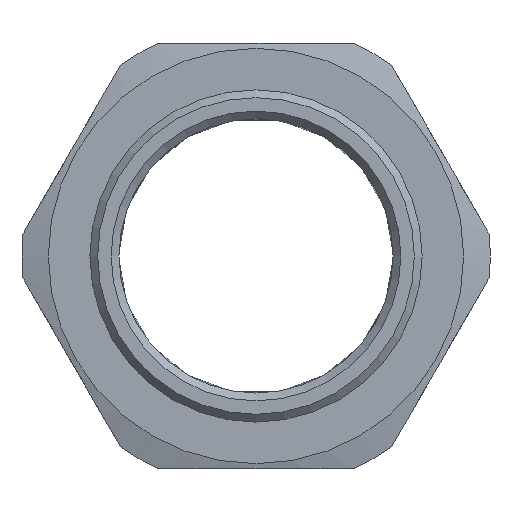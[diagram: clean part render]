
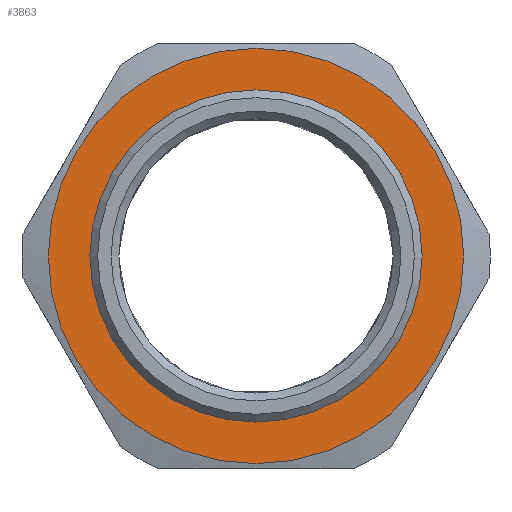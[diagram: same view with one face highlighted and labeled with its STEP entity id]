
A CAD part, left-side view. The second image highlights one B-rep face of the part: STEP entity #3863.
In plain terms, the highlighted planar face has unit normal (-1, 0, 0).
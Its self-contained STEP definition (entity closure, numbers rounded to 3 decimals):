
#166 = ORIENTED_EDGE ( 'NONE', *, *, #514, .T. ) ;
#172 = ORIENTED_EDGE ( 'NONE', *, *, #427, .F. ) ;
#427 = EDGE_CURVE ( 'NONE', #1843, #1843, #1931, .T. ) ;
#450 = DIRECTION ( 'NONE',  ( 0., 0., -1. ) ) ;
#514 = EDGE_CURVE ( 'NONE', #861, #861, #982, .T. ) ;
#861 = VERTEX_POINT ( 'NONE', #3524 ) ;
#982 = CIRCLE ( 'NONE', #3358, 16. ) ;
#1345 = CARTESIAN_POINT ( 'NONE',  ( 15.3, 0., -20. ) ) ;
#1463 = DIRECTION ( 'NONE',  ( 0., 0., -1. ) ) ;
#1563 = CARTESIAN_POINT ( 'NONE',  ( 15.3, 0., 0. ) ) ;
#1599 = DIRECTION ( 'NONE',  ( 1., 0., 0. ) ) ;
#1664 = EDGE_LOOP ( 'NONE', ( #172 ) ) ;
#1843 = VERTEX_POINT ( 'NONE', #1345 ) ;
#1931 = CIRCLE ( 'NONE', #3875, 20. ) ;
#2007 = CARTESIAN_POINT ( 'NONE',  ( 15.3, 0., 0. ) ) ;
#2228 = CARTESIAN_POINT ( 'NONE',  ( 15.3, 16., 0. ) ) ;
#2461 = DIRECTION ( 'NONE',  ( 1., 0., 0. ) ) ;
#2509 = PLANE ( 'NONE',  #3802 ) ;
#2600 = FACE_BOUND ( 'NONE', #3152, .T. ) ;
#3078 = DIRECTION ( 'NONE',  ( 1., 0., 0. ) ) ;
#3152 = EDGE_LOOP ( 'NONE', ( #166 ) ) ;
#3358 = AXIS2_PLACEMENT_3D ( 'NONE', #2007, #2461, #3661 ) ;
#3461 = FACE_OUTER_BOUND ( 'NONE', #1664, .T. ) ;
#3524 = CARTESIAN_POINT ( 'NONE',  ( 15.3, 0., -16. ) ) ;
#3661 = DIRECTION ( 'NONE',  ( 0., 0., -1. ) ) ;
#3802 = AXIS2_PLACEMENT_3D ( 'NONE', #2228, #3078, #450 ) ;
#3863 = ADVANCED_FACE ( 'NONE', ( #3461, #2600 ), #2509, .F. ) ;
#3875 = AXIS2_PLACEMENT_3D ( 'NONE', #1563, #1599, #1463 ) ;
